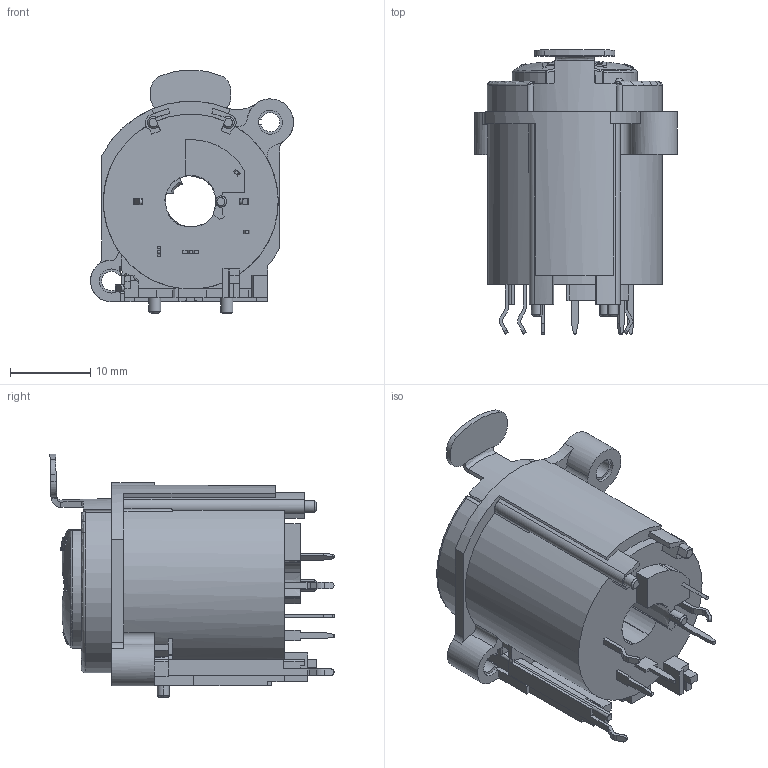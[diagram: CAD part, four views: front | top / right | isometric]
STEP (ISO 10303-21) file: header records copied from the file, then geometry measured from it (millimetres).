
FILE_DESCRIPTION((''),'2;1');
FILE_NAME('RCJ10FA_V','2020-06-30T',('zyj'),(''),'PRO/ENGINEER BY PARAMETRIC TECHNOLOGY CORPORATION, 2013040','PRO/ENGINEER BY PARAMETRIC TECHNOLOGY CORPORATION, 2013040','');
FILE_SCHEMA(('CONFIG_CONTROL_DESIGN','SHAPE_APPEARANCE_LAYERS_GROUPS'));
Length unit declared in the file: millimetre
Products named in the file (1): RCJ10FA_V
Bounding box: 25.3 x 35.42 x 30.38 mm (x, y, z)
Volume: 8403.8 mm3; surface area: 7033.1 mm2
Topology: 1 solids, 4 shells, 786 faces, 2302 edges, 1530 vertices
Faces by surface type: plane 490, cylinder 144, extrusion 56, bspline 47, cone 26, torus 18, sphere 5
Entity records: 29905 total; most frequent: CARTESIAN_POINT 9724, ORIENTED_EDGE 4594, DIRECTION 3596, EDGE_CURVE 2297, VERTEX_POINT 1530, VECTOR 1360, LINE 1304, AXIS2_PLACEMENT_3D 1118
